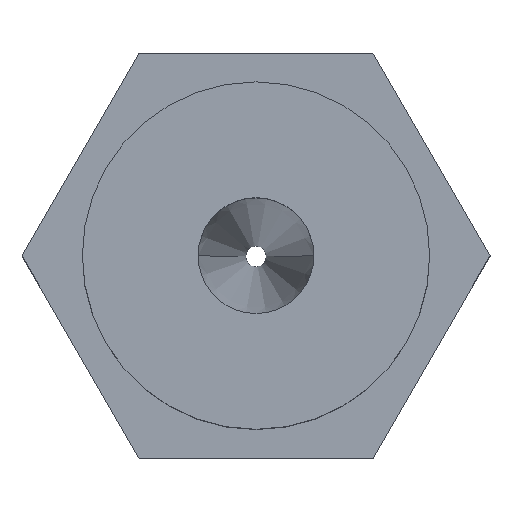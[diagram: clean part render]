
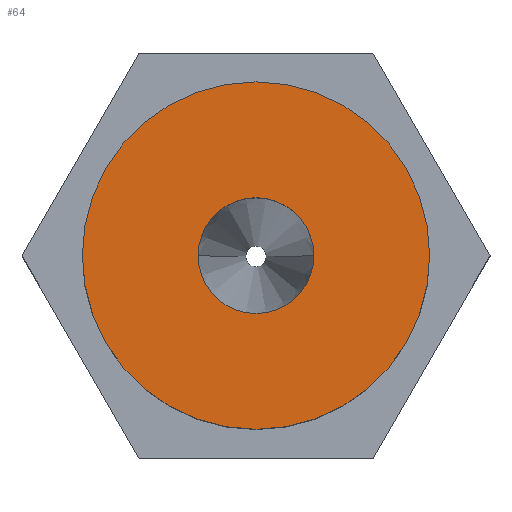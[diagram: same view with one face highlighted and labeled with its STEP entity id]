
A CAD part, top view. The second image highlights one B-rep face of the part: STEP entity #64.
In plain terms, the highlighted planar face has unit normal (0, 0, 1).
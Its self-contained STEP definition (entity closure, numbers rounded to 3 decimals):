
#4 = VERTEX_POINT ( 'NONE', #188 ) ;
#23 = CIRCLE ( 'NONE', #254, 3. ) ;
#42 = DIRECTION ( 'NONE',  ( 1., 0., 0. ) ) ;
#46 = DIRECTION ( 'NONE',  ( 1., 0., 0. ) ) ;
#52 = ORIENTED_EDGE ( 'NONE', *, *, #334, .F. ) ;
#53 = FACE_OUTER_BOUND ( 'NONE', #153, .T. ) ;
#64 = ADVANCED_FACE ( 'NONE', ( #162, #53 ), #239, .T. ) ;
#73 = AXIS2_PLACEMENT_3D ( 'NONE', #317, #211, #175 ) ;
#115 = ORIENTED_EDGE ( 'NONE', *, *, #569, .T. ) ;
#129 = DIRECTION ( 'NONE',  ( 0., 0., 1. ) ) ;
#136 = AXIS2_PLACEMENT_3D ( 'NONE', #591, #307, #46 ) ;
#153 = EDGE_LOOP ( 'NONE', ( #115, #536 ) ) ;
#162 = FACE_BOUND ( 'NONE', #493, .T. ) ;
#164 = CIRCLE ( 'NONE', #73, 1. ) ;
#175 = DIRECTION ( 'NONE',  ( 1., 0., 0. ) ) ;
#188 = CARTESIAN_POINT ( 'NONE',  ( -1., 0., 9. ) ) ;
#193 = DIRECTION ( 'NONE',  ( 1., 0., 0. ) ) ;
#211 = DIRECTION ( 'NONE',  ( 0., 0., 1. ) ) ;
#239 = PLANE ( 'NONE',  #547 ) ;
#241 = VERTEX_POINT ( 'NONE', #441 ) ;
#242 = EDGE_CURVE ( 'NONE', #588, #4, #473, .T. ) ;
#244 = EDGE_CURVE ( 'NONE', #241, #349, #417, .T. ) ;
#249 = AXIS2_PLACEMENT_3D ( 'NONE', #404, #129, #448 ) ;
#254 = AXIS2_PLACEMENT_3D ( 'NONE', #587, #302, #42 ) ;
#260 = CARTESIAN_POINT ( 'NONE',  ( 1., 0., 9. ) ) ;
#302 = DIRECTION ( 'NONE',  ( 0., 0., 1. ) ) ;
#307 = DIRECTION ( 'NONE',  ( 0., 0., 1. ) ) ;
#317 = CARTESIAN_POINT ( 'NONE',  ( 0., 0., 9. ) ) ;
#334 = EDGE_CURVE ( 'NONE', #4, #588, #164, .T. ) ;
#349 = VERTEX_POINT ( 'NONE', #387 ) ;
#386 = CARTESIAN_POINT ( 'NONE',  ( 0., 0., 9. ) ) ;
#387 = CARTESIAN_POINT ( 'NONE',  ( 3., 0., 9. ) ) ;
#404 = CARTESIAN_POINT ( 'NONE',  ( 0., 0., 9. ) ) ;
#417 = CIRCLE ( 'NONE', #249, 3. ) ;
#441 = CARTESIAN_POINT ( 'NONE',  ( -3., 0., 9. ) ) ;
#448 = DIRECTION ( 'NONE',  ( 1., 0., 0. ) ) ;
#473 = CIRCLE ( 'NONE', #136, 1. ) ;
#474 = DIRECTION ( 'NONE',  ( 0., 0., 1. ) ) ;
#492 = ORIENTED_EDGE ( 'NONE', *, *, #242, .F. ) ;
#493 = EDGE_LOOP ( 'NONE', ( #492, #52 ) ) ;
#536 = ORIENTED_EDGE ( 'NONE', *, *, #244, .T. ) ;
#547 = AXIS2_PLACEMENT_3D ( 'NONE', #386, #474, #193 ) ;
#569 = EDGE_CURVE ( 'NONE', #349, #241, #23, .T. ) ;
#587 = CARTESIAN_POINT ( 'NONE',  ( 0., 0., 9. ) ) ;
#588 = VERTEX_POINT ( 'NONE', #260 ) ;
#591 = CARTESIAN_POINT ( 'NONE',  ( 0., 0., 9. ) ) ;
